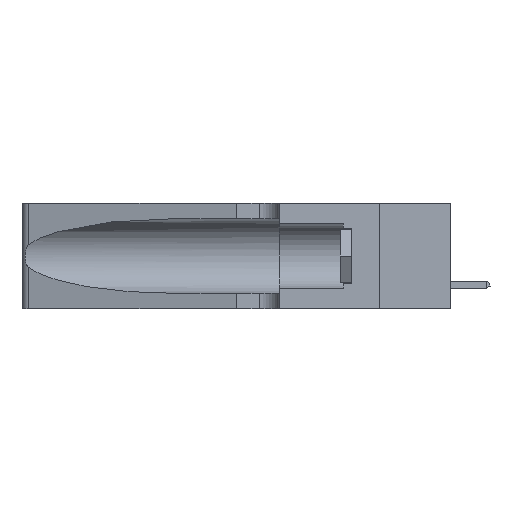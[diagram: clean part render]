
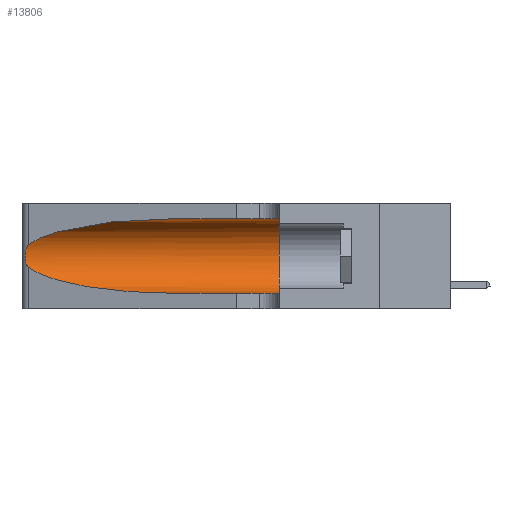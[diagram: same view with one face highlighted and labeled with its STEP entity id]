
A CAD part, left-side view. The second image highlights one B-rep face of the part: STEP entity #13806.
In plain terms, the highlighted cylindrical face has radius 3.308 mm (diameter 6.617 mm), a partial arc.
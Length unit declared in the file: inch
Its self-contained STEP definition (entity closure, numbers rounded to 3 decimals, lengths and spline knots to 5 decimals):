
#933 = CYLINDRICAL_SURFACE ( 'NONE', #10542, 0.13025 ) ;
#1029 = DIRECTION ( 'NONE',  ( 0., -1., 0. ) ) ;
#1427 = ORIENTED_EDGE ( 'NONE', *, *, #24631, .T. ) ;
#2108 = CARTESIAN_POINT ( 'NONE',  ( 0.26075, 1.23896, 0.178 ) ) ;
#2316 =( BOUNDED_CURVE ( )  B_SPLINE_CURVE ( 3, ( #18163, #15817, #9022, #2577 ),
 .UNSPECIFIED., .F., .T. ) 
 B_SPLINE_CURVE_WITH_KNOTS ( ( 4, 4 ),
 ( 1.5708, 2.84003 ),
 .UNSPECIFIED. ) 
 CURVE ( )  GEOMETRIC_REPRESENTATION_ITEM ( )  RATIONAL_B_SPLINE_CURVE ( ( 1., 0.87, 0.87, 1. ) ) 
 REPRESENTATION_ITEM ( '' )  );
#2524 = ORIENTED_EDGE ( 'NONE', *, *, #23921, .T. ) ;
#2577 = CARTESIAN_POINT ( 'NONE',  ( 0.25487, 1.22718, 0.22369 ) ) ;
#2696 = CARTESIAN_POINT ( 'NONE',  ( 0.25487, 1.22718, 0.14631 ) ) ;
#3234 = FACE_OUTER_BOUND ( 'NONE', #22519, .T. ) ;
#3372 = EDGE_CURVE ( 'NONE', #8671, #26686, #2316, .T. ) ;
#3470 = VECTOR ( 'NONE', #1029, 39.37008 ) ;
#4216 = CARTESIAN_POINT ( 'NONE',  ( 0.25854, 1.2359, 0.20912 ) ) ;
#4255 = EDGE_CURVE ( 'NONE', #8671, #6179, #18974, .T. ) ;
#4279 = CARTESIAN_POINT ( 'NONE',  ( 0.1305, 0.35, 0.05475 ) ) ;
#6179 = VERTEX_POINT ( 'NONE', #9044 ) ;
#6542 = CARTESIAN_POINT ( 'NONE',  ( 0.25639, 1.23184, 0.21858 ) ) ;
#6635 = CARTESIAN_POINT ( 'NONE',  ( 0.1305, 0.72297, 0.31525 ) ) ;
#6992 = CARTESIAN_POINT ( 'NONE',  ( 0.25487, 1.22718, 0.22369 ) ) ;
#8317 = CARTESIAN_POINT ( 'NONE',  ( 0.25487, 1.22718, 0.14631 ) ) ;
#8671 = VERTEX_POINT ( 'NONE', #6635 ) ;
#8775 = DIRECTION ( 'NONE',  ( 0., 0., 1. ) ) ;
#9000 = ORIENTED_EDGE ( 'NONE', *, *, #23246, .T. ) ;
#9022 = CARTESIAN_POINT ( 'NONE',  ( 0.2373, 1.15595, 0.28018 ) ) ;
#9044 = CARTESIAN_POINT ( 'NONE',  ( 0.1305, 0.35, 0.31525 ) ) ;
#9088 = CARTESIAN_POINT ( 'NONE',  ( 0.25856, 1.23593, 0.16098 ) ) ;
#9197 = CARTESIAN_POINT ( 'NONE',  ( 0.26018, 1.23835, 0.19895 ) ) ;
#9590 = VERTEX_POINT ( 'NONE', #12856 ) ;
#9683 = B_SPLINE_CURVE_WITH_KNOTS ( 'NONE', 3,
 ( #14873, #18575, #6542, #30421, #4216, #9197, #30942, #2108, #18891, #9088, #19100, #23763, #18138, #8317 ),
 .UNSPECIFIED., .F., .F.,
 ( 4, 2, 2, 2, 2, 2, 4 ),
 ( 0., 0.00027, 0.00053, 0.00107, 0.0016, 0.00187, 0.00214 ),
 .UNSPECIFIED. ) ;
#10417 = AXIS2_PLACEMENT_3D ( 'NONE', #13231, #23220, #8775 ) ;
#10542 = AXIS2_PLACEMENT_3D ( 'NONE', #30748, #26004, #28227 ) ;
#10668 = CARTESIAN_POINT ( 'NONE',  ( 0.1305, 1.61858, 0.31525 ) ) ;
#12856 = CARTESIAN_POINT ( 'NONE',  ( 0.25487, 1.22718, 0.14631 ) ) ;
#13231 = CARTESIAN_POINT ( 'NONE',  ( 0.1305, 0.35, 0.185 ) ) ;
#13806 = ADVANCED_FACE ( 'NONE', ( #3234 ), #933, .F. ) ;
#14873 = CARTESIAN_POINT ( 'NONE',  ( 0.25487, 1.22718, 0.22369 ) ) ;
#15817 = CARTESIAN_POINT ( 'NONE',  ( 0.18966, 0.96281, 0.31525 ) ) ;
#16860 = CARTESIAN_POINT ( 'NONE',  ( 0.18966, 0.96281, 0.05475 ) ) ;
#17348 = CARTESIAN_POINT ( 'NONE',  ( 0.1305, 0.72297, 0.05475 ) ) ;
#18091 = ORIENTED_EDGE ( 'NONE', *, *, #26456, .F. ) ;
#18138 = CARTESIAN_POINT ( 'NONE',  ( 0.25555, 1.22993, 0.14849 ) ) ;
#18163 = CARTESIAN_POINT ( 'NONE',  ( 0.1305, 0.72297, 0.31525 ) ) ;
#18575 = CARTESIAN_POINT ( 'NONE',  ( 0.25555, 1.22994, 0.2215 ) ) ;
#18891 = CARTESIAN_POINT ( 'NONE',  ( 0.26017, 1.23833, 0.17102 ) ) ;
#18899 = DIRECTION ( 'NONE',  ( 0., -1., 0. ) ) ;
#18925 = VECTOR ( 'NONE', #18899, 39.37008 ) ;
#18974 = LINE ( 'NONE', #10668, #3470 ) ;
#19100 = CARTESIAN_POINT ( 'NONE',  ( 0.25789, 1.23486, 0.15765 ) ) ;
#19372 = ORIENTED_EDGE ( 'NONE', *, *, #4255, .F. ) ;
#20877 =( BOUNDED_CURVE ( )  B_SPLINE_CURVE ( 3, ( #2696, #26772, #16860, #21967 ),
 .UNSPECIFIED., .F., .F. ) 
 B_SPLINE_CURVE_WITH_KNOTS ( ( 4, 4 ),
 ( 3.44316, 4.71239 ),
 .UNSPECIFIED. ) 
 CURVE ( )  GEOMETRIC_REPRESENTATION_ITEM ( )  RATIONAL_B_SPLINE_CURVE ( ( 1., 0.87, 0.87, 1. ) ) 
 REPRESENTATION_ITEM ( '' )  );
#21409 = CARTESIAN_POINT ( 'NONE',  ( 0.1305, 1.61858, 0.05475 ) ) ;
#21899 = LINE ( 'NONE', #21409, #18925 ) ;
#21967 = CARTESIAN_POINT ( 'NONE',  ( 0.1305, 0.72297, 0.05475 ) ) ;
#22519 = EDGE_LOOP ( 'NONE', ( #30458, #2524, #9000, #1427, #18091, #19372 ) ) ;
#22884 = VERTEX_POINT ( 'NONE', #4279 ) ;
#22960 = VERTEX_POINT ( 'NONE', #17348 ) ;
#23220 = DIRECTION ( 'NONE',  ( 0., 1., 0. ) ) ;
#23246 = EDGE_CURVE ( 'NONE', #9590, #22960, #20877, .T. ) ;
#23763 = CARTESIAN_POINT ( 'NONE',  ( 0.25639, 1.23186, 0.15144 ) ) ;
#23921 = EDGE_CURVE ( 'NONE', #26686, #9590, #9683, .T. ) ;
#24631 = EDGE_CURVE ( 'NONE', #22960, #22884, #21899, .T. ) ;
#26004 = DIRECTION ( 'NONE',  ( 0., -1., 0. ) ) ;
#26456 = EDGE_CURVE ( 'NONE', #6179, #22884, #29758, .T. ) ;
#26686 = VERTEX_POINT ( 'NONE', #6992 ) ;
#26772 = CARTESIAN_POINT ( 'NONE',  ( 0.2373, 1.15595, 0.08982 ) ) ;
#28227 = DIRECTION ( 'NONE',  ( 0., 0., -1. ) ) ;
#29758 = CIRCLE ( 'NONE', #10417, 0.13025 ) ;
#30421 = CARTESIAN_POINT ( 'NONE',  ( 0.25787, 1.23484, 0.2124 ) ) ;
#30458 = ORIENTED_EDGE ( 'NONE', *, *, #3372, .T. ) ;
#30748 = CARTESIAN_POINT ( 'NONE',  ( 0.1305, 1.61858, 0.185 ) ) ;
#30942 = CARTESIAN_POINT ( 'NONE',  ( 0.26075, 1.23896, 0.19203 ) ) ;
